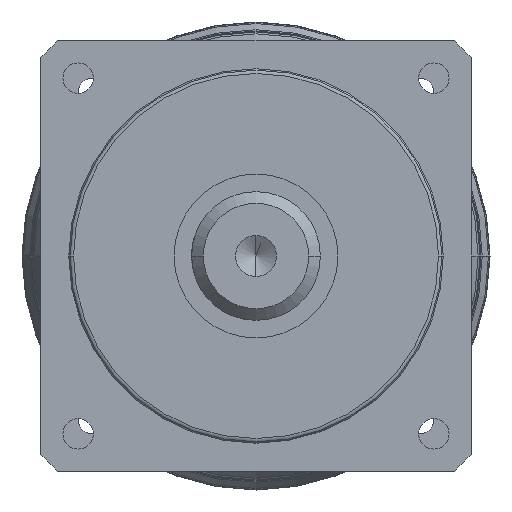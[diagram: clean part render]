
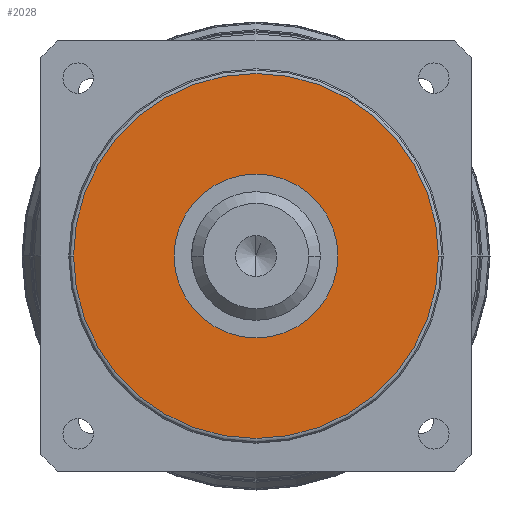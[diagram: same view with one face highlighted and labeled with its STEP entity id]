
A CAD part, left-side view. The second image highlights one B-rep face of the part: STEP entity #2028.
In plain terms, the highlighted planar face has unit normal (-1, 0, 0).
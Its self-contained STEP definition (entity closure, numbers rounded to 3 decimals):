
#64=CARTESIAN_POINT('',(-39.52,0.,0.));
#65=DIRECTION('',(-1.,0.,0.));
#66=DIRECTION('',(0.,-1.,0.));
#67=AXIS2_PLACEMENT_3D('',#64,#65,#66);
#69=CARTESIAN_POINT('',(-39.52,0.,0.));
#70=DIRECTION('',(-1.,0.,0.));
#71=DIRECTION('',(0.,1.,0.));
#72=AXIS2_PLACEMENT_3D('',#69,#70,#71);
#74=CARTESIAN_POINT('',(-39.52,0.,0.));
#75=DIRECTION('',(1.,0.,0.));
#76=DIRECTION('',(0.,-1.,0.));
#77=AXIS2_PLACEMENT_3D('',#74,#75,#76);
#79=CARTESIAN_POINT('',(-39.52,0.,0.));
#80=DIRECTION('',(1.,0.,0.));
#81=DIRECTION('',(0.,1.,0.));
#82=AXIS2_PLACEMENT_3D('',#79,#80,#81);
#1720=CARTESIAN_POINT('',(-39.52,78.,0.));
#1721=VERTEX_POINT('',#1720);
#1722=CARTESIAN_POINT('',(-39.52,-78.,0.));
#1723=VERTEX_POINT('',#1722);
#1769=CARTESIAN_POINT('',(-39.52,35.,0.));
#1771=VERTEX_POINT('',#1769);
#1773=CARTESIAN_POINT('',(-39.52,-35.,0.));
#1775=VERTEX_POINT('',#1773);
#2013=CARTESIAN_POINT('',(-39.52,0.,0.));
#2014=DIRECTION('',(-1.,0.,0.));
#2015=DIRECTION('',(0.,-1.,0.));
#2016=AXIS2_PLACEMENT_3D('',#2013,#2014,#2015);
#2017=PLANE('',#2016);
#2019=ORIENTED_EDGE('',*,*,#2018,.F.);
#2021=ORIENTED_EDGE('',*,*,#2020,.F.);
#2022=EDGE_LOOP('',(#2019,#2021));
#2023=FACE_OUTER_BOUND('',#2022,.F.);
#2024=ORIENTED_EDGE('',*,*,#2007,.F.);
#2025=ORIENTED_EDGE('',*,*,#1993,.F.);
#2026=EDGE_LOOP('',(#2024,#2025));
#2027=FACE_BOUND('',#2026,.F.);
#2028=ADVANCED_FACE('',(#2023,#2027),#2017,.T.);
#68=CIRCLE('',#67,78.);
#73=CIRCLE('',#72,78.);
#78=CIRCLE('',#77,35.);
#83=CIRCLE('',#82,35.);
#1993=EDGE_CURVE('',#1771,#1775,#83,.T.);
#2007=EDGE_CURVE('',#1775,#1771,#78,.T.);
#2018=EDGE_CURVE('',#1723,#1721,#68,.T.);
#2020=EDGE_CURVE('',#1721,#1723,#73,.T.);
